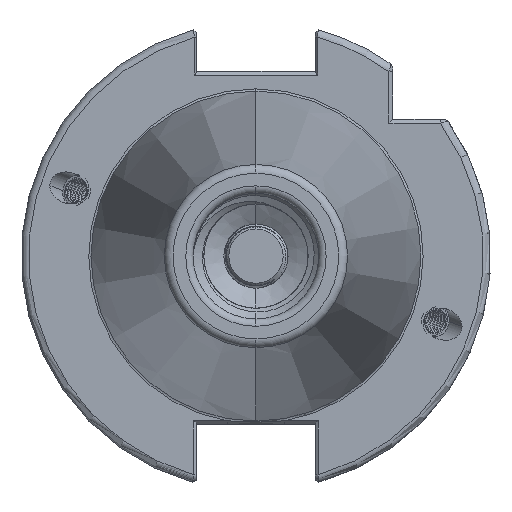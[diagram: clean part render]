
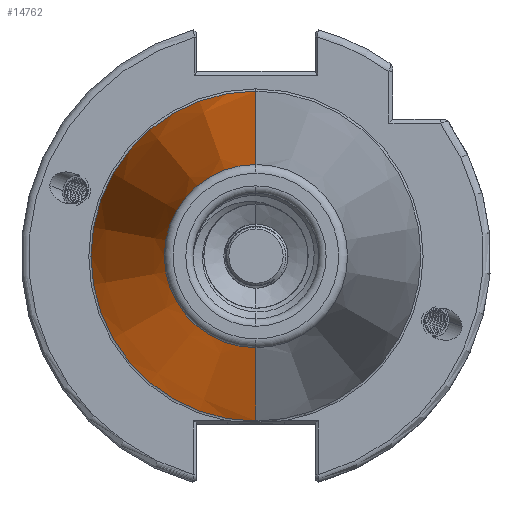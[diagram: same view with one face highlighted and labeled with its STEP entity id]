
A CAD part, left-side view. The second image highlights one B-rep face of the part: STEP entity #14762.
In plain terms, the highlighted conical face has half-angle 8.297 degrees and reference radius 22.692 mm.
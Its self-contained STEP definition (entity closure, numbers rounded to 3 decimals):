
#463 = CONICAL_SURFACE ( 'NONE', #9370, 22.692, 0.145 ) ;
#484 = FACE_OUTER_BOUND ( 'NONE', #12324, .T. ) ;
#1191 = CARTESIAN_POINT ( 'NONE',  ( -70.573, 0., 12.4 ) ) ;
#1197 = CARTESIAN_POINT ( 'NONE',  ( -70.573, 0., -12.4 ) ) ;
#4119 = VERTEX_POINT ( 'NONE', #1191 ) ;
#4130 = VERTEX_POINT ( 'NONE', #1197 ) ;
#6669 = EDGE_CURVE ( 'NONE', #4130, #20419, #19512, .T. ) ;
#6723 = EDGE_CURVE ( 'NONE', #4119, #20694, #19541, .T. ) ;
#6725 = EDGE_CURVE ( 'NONE', #20419, #20694, #19544, .T. ) ;
#6764 = EDGE_CURVE ( 'NONE', #4130, #4119, #19578, .T. ) ;
#7059 = AXIS2_PLACEMENT_3D ( 'NONE', #11535, #11564, #11537 ) ;
#7068 = AXIS2_PLACEMENT_3D ( 'NONE', #11780, #11766, #11781 ) ;
#7926 = ORIENTED_EDGE ( 'NONE', *, *, #6723, .T. ) ;
#7979 = ORIENTED_EDGE ( 'NONE', *, *, #6764, .T. ) ;
#8032 = ORIENTED_EDGE ( 'NONE', *, *, #6669, .F. ) ;
#8035 = ORIENTED_EDGE ( 'NONE', *, *, #6725, .F. ) ;
#9370 = AXIS2_PLACEMENT_3D ( 'NONE', #23537, #23538, #23524 ) ;
#11241 = CARTESIAN_POINT ( 'NONE',  ( 0., 0., -22.692 ) ) ;
#11248 = DIRECTION ( 'NONE',  ( 0.99, 0., -0.144 ) ) ;
#11483 = CARTESIAN_POINT ( 'NONE',  ( 0., 0., 22.692 ) ) ;
#11515 = DIRECTION ( 'NONE',  ( 0.99, 0., 0.144 ) ) ;
#11535 = CARTESIAN_POINT ( 'NONE',  ( -2.5, 0., 0. ) ) ;
#11537 = DIRECTION ( 'NONE',  ( 0., 0., -1. ) ) ;
#11564 = DIRECTION ( 'NONE',  ( 1., 0., 0. ) ) ;
#11766 = DIRECTION ( 'NONE',  ( 1., 0., 0. ) ) ;
#11780 = CARTESIAN_POINT ( 'NONE',  ( -70.573, 0., 0. ) ) ;
#11781 = DIRECTION ( 'NONE',  ( 0., 0., 1. ) ) ;
#12324 = EDGE_LOOP ( 'NONE', ( #7979, #7926, #8035, #8032 ) ) ;
#14762 = ADVANCED_FACE ( 'NONE', ( #484 ), #463, .T. ) ;
#19512 = LINE ( 'NONE', #11241, #19515 ) ;
#19515 = VECTOR ( 'NONE', #11248, 1000. ) ;
#19541 = LINE ( 'NONE', #11483, #19549 ) ;
#19544 = CIRCLE ( 'NONE', #7059, 22.327 ) ;
#19549 = VECTOR ( 'NONE', #11515, 1000. ) ;
#19578 = CIRCLE ( 'NONE', #7068, 12.4 ) ;
#20419 = VERTEX_POINT ( 'NONE', #22336 ) ;
#20694 = VERTEX_POINT ( 'NONE', #23222 ) ;
#22336 = CARTESIAN_POINT ( 'NONE',  ( -2.5, 0., -22.327 ) ) ;
#23222 = CARTESIAN_POINT ( 'NONE',  ( -2.5, 0., 22.327 ) ) ;
#23524 = DIRECTION ( 'NONE',  ( 0., 0., -1. ) ) ;
#23537 = CARTESIAN_POINT ( 'NONE',  ( 0., 0., 0. ) ) ;
#23538 = DIRECTION ( 'NONE',  ( 1., 0., 0. ) ) ;
